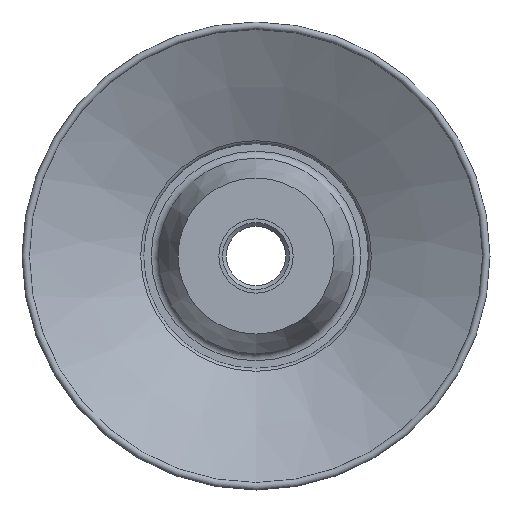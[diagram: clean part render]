
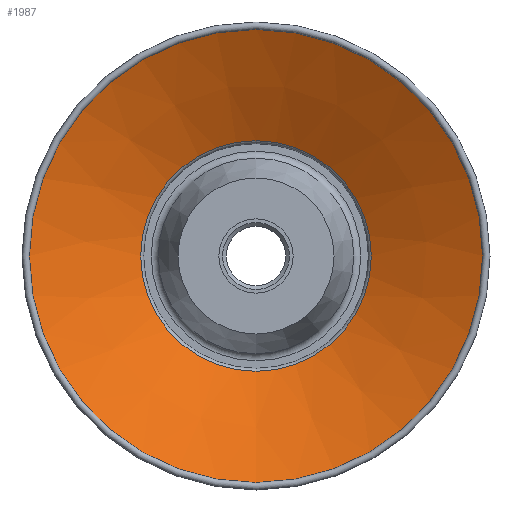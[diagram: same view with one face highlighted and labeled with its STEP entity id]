
A CAD part, front view. The second image highlights one B-rep face of the part: STEP entity #1987.
In plain terms, the highlighted conical face has half-angle 61.824 degrees and reference radius 30.559 mm.
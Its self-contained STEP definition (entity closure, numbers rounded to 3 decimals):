
#139=CONICAL_SURFACE('',#2188,30.559,1.079);
#217=CIRCLE('',#2187,15.518);
#218=CIRCLE('',#2189,30.559);
#677=ORIENTED_EDGE('',*,*,#1024,.F.);
#678=ORIENTED_EDGE('',*,*,#1025,.T.);
#1024=EDGE_CURVE('',#1235,#1235,#217,.T.);
#1025=EDGE_CURVE('',#1236,#1236,#218,.T.);
#1235=VERTEX_POINT('',#3465);
#1236=VERTEX_POINT('',#3468);
#1608=EDGE_LOOP('',(#677));
#1609=EDGE_LOOP('',(#678));
#1772=FACE_BOUND('',#1608,.T.);
#1773=FACE_BOUND('',#1609,.T.);
#1987=ADVANCED_FACE('',(#1772,#1773),#139,.F.);
#2187=AXIS2_PLACEMENT_3D('',#3464,#2654,#2655);
#2188=AXIS2_PLACEMENT_3D('',#3466,#2656,#2657);
#2189=AXIS2_PLACEMENT_3D('',#3467,#2658,#2659);
#2654=DIRECTION('',(0.,-1.,0.));
#2655=DIRECTION('',(0.,0.,-1.));
#2656=DIRECTION('',(0.,-1.,0.));
#2657=DIRECTION('',(0.,0.,-1.));
#2658=DIRECTION('',(0.,-1.,0.));
#2659=DIRECTION('',(0.,0.,-1.));
#3464=CARTESIAN_POINT('',(0.,8.791,0.));
#3465=CARTESIAN_POINT('',(0.,8.791,-15.518));
#3466=CARTESIAN_POINT('',(0.,0.735,0.));
#3467=CARTESIAN_POINT('',(0.,0.735,0.));
#3468=CARTESIAN_POINT('',(0.,0.735,-30.559));
